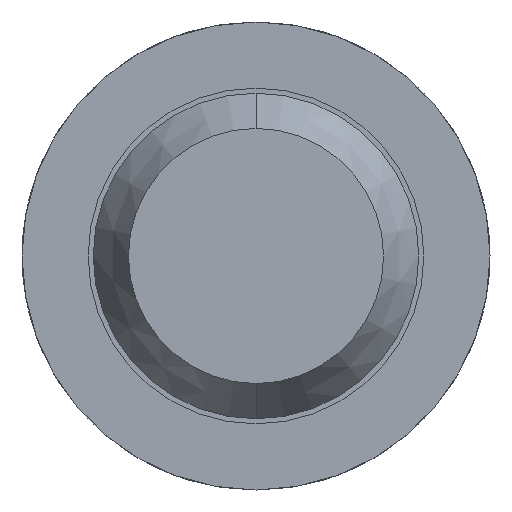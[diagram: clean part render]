
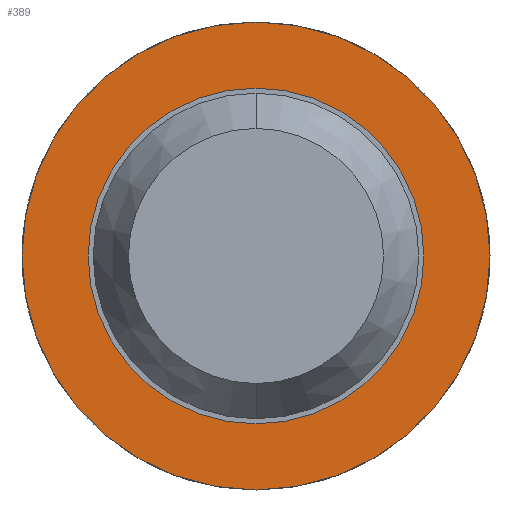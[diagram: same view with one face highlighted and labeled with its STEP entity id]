
A CAD part, front view. The second image highlights one B-rep face of the part: STEP entity #389.
In plain terms, the highlighted planar face has unit normal (0, -1, 0).
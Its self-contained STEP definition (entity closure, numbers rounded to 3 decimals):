
#84 = CARTESIAN_POINT ( 'NONE',  ( 0., -1.7, 0. ) ) ;
#133 = EDGE_CURVE ( 'Defeature ausgef�hrt2_5+Defeature ausgef�hrt2_9+Defeature ausgef�hrt2_9+Defeature ausgef�hrt2_9', #791, #1845, #1021, .T. ) ;
#271 = DIRECTION ( 'NONE',  ( 0., 1., 0. ) ) ;
#389 = ADVANCED_FACE ( 'Defeature ausgef�hrt2_9', ( #2876, #953 ), #660, .F. ) ;
#420 = CIRCLE ( 'NONE', #837, 0.825 ) ;
#660 = PLANE ( 'NONE',  #3518 ) ;
#791 = VERTEX_POINT ( 'NONE', #1405 ) ;
#837 = AXIS2_PLACEMENT_3D ( 'NONE', #1169, #2295, #3485 ) ;
#864 = CIRCLE ( 'NONE', #4139, 0.825 ) ;
#938 = EDGE_CURVE ( 'Defeature ausgef�hrt2_9+Defeature ausgef�hrt2_8+Defeature ausgef�hrt2_8+Defeature ausgef�hrt2_8', #2741, #3188, #420, .T. ) ;
#953 = FACE_BOUND ( 'NONE', #4557, .T. ) ;
#1021 = CIRCLE ( 'NONE', #4453, 1.15 ) ;
#1047 = CARTESIAN_POINT ( 'NONE',  ( 0., -1.7, 0.825 ) ) ;
#1069 = CARTESIAN_POINT ( 'NONE',  ( 0.825, -1.7, 0. ) ) ;
#1169 = CARTESIAN_POINT ( 'NONE',  ( 0., -1.7, 0. ) ) ;
#1405 = CARTESIAN_POINT ( 'NONE',  ( 0., -1.7, 1.15 ) ) ;
#1485 = CIRCLE ( 'NONE', #2806, 1.15 ) ;
#1835 = CARTESIAN_POINT ( 'NONE',  ( 0., -1.7, -0.825 ) ) ;
#1845 = VERTEX_POINT ( 'NONE', #3744 ) ;
#2104 = DIRECTION ( 'NONE',  ( 0., 1., 0. ) ) ;
#2199 = CARTESIAN_POINT ( 'NONE',  ( 0., -1.7, 0. ) ) ;
#2295 = DIRECTION ( 'NONE',  ( 0., 1., 0. ) ) ;
#2433 = DIRECTION ( 'NONE',  ( 0., 0., 1. ) ) ;
#2624 = DIRECTION ( 'NONE',  ( 0., 1., 0. ) ) ;
#2741 = VERTEX_POINT ( 'NONE', #1047 ) ;
#2806 = AXIS2_PLACEMENT_3D ( 'NONE', #2821, #4383, #2433 ) ;
#2821 = CARTESIAN_POINT ( 'NONE',  ( 0., -1.7, 0. ) ) ;
#2876 = FACE_OUTER_BOUND ( 'NONE', #3961, .T. ) ;
#2914 = ORIENTED_EDGE ( 'NONE', *, *, #133, .F. ) ;
#2979 = DIRECTION ( 'NONE',  ( 0., 0., 1. ) ) ;
#3182 = EDGE_CURVE ( 'Defeature ausgef�hrt2_9+Defeature ausgef�hrt2_8+Defeature ausgef�hrt2_8+Defeature ausgef�hrt2_8', #3188, #2741, #864, .T. ) ;
#3188 = VERTEX_POINT ( 'NONE', #1835 ) ;
#3427 = ORIENTED_EDGE ( 'NONE', *, *, #3182, .T. ) ;
#3485 = DIRECTION ( 'NONE',  ( 0., 0., 1. ) ) ;
#3518 = AXIS2_PLACEMENT_3D ( 'NONE', #1069, #2624, #3743 ) ;
#3743 = DIRECTION ( 'NONE',  ( 0., 0., 1. ) ) ;
#3744 = CARTESIAN_POINT ( 'NONE',  ( 0., -1.7, -1.15 ) ) ;
#3961 = EDGE_LOOP ( 'NONE', ( #2914, #4376 ) ) ;
#4139 = AXIS2_PLACEMENT_3D ( 'NONE', #2199, #271, #2979 ) ;
#4253 = EDGE_CURVE ( 'Defeature ausgef�hrt2_5+Defeature ausgef�hrt2_9+Defeature ausgef�hrt2_9+Defeature ausgef�hrt2_9', #1845, #791, #1485, .T. ) ;
#4376 = ORIENTED_EDGE ( 'NONE', *, *, #4253, .F. ) ;
#4383 = DIRECTION ( 'NONE',  ( 0., 1., 0. ) ) ;
#4397 = ORIENTED_EDGE ( 'NONE', *, *, #938, .T. ) ;
#4453 = AXIS2_PLACEMENT_3D ( 'NONE', #84, #2104, #4757 ) ;
#4557 = EDGE_LOOP ( 'NONE', ( #4397, #3427 ) ) ;
#4757 = DIRECTION ( 'NONE',  ( 0., 0., 1. ) ) ;
